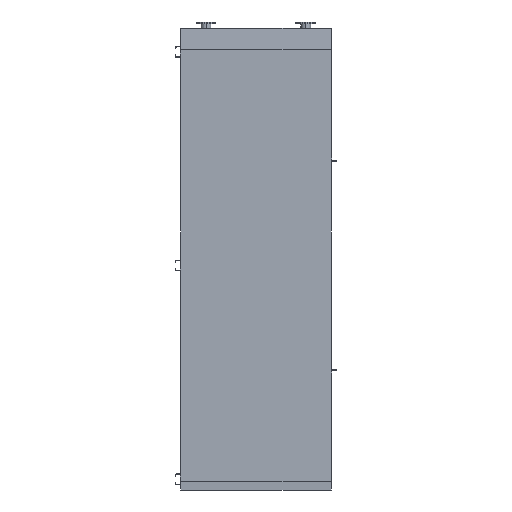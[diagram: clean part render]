
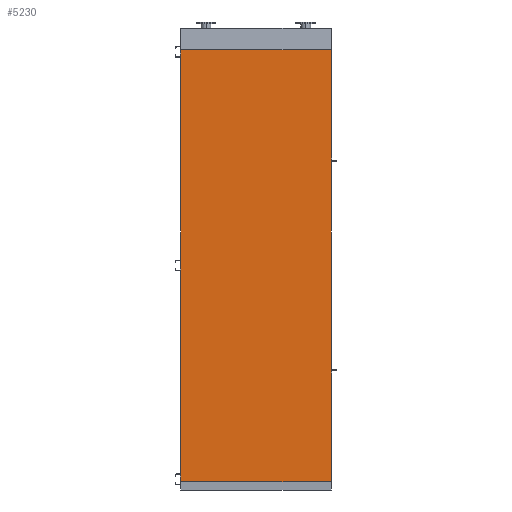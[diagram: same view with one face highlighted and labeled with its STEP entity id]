
A CAD part, front view. The second image highlights one B-rep face of the part: STEP entity #5230.
In plain terms, the highlighted planar face has unit normal (0, -1, 0).
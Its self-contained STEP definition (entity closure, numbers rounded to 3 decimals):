
#32 = ORIENTED_EDGE ( 'NONE', *, *, #6402, .F. ) ;
#426 = LINE ( 'NONE', #11495, #5281 ) ;
#757 = CARTESIAN_POINT ( 'NONE',  ( -845., 0., 0. ) ) ;
#783 = VERTEX_POINT ( 'NONE', #10994 ) ;
#1013 = CARTESIAN_POINT ( 'NONE',  ( 845., 0., -4850. ) ) ;
#1120 = VERTEX_POINT ( 'NONE', #1013 ) ;
#1207 = ORIENTED_EDGE ( 'NONE', *, *, #9755, .F. ) ;
#2426 = CARTESIAN_POINT ( 'NONE',  ( -845., 0., 0. ) ) ;
#2809 = CARTESIAN_POINT ( 'NONE',  ( -845., 0., -4850. ) ) ;
#3006 = LINE ( 'NONE', #757, #6224 ) ;
#4091 = AXIS2_PLACEMENT_3D ( 'NONE', #2809, #13810, #6309 ) ;
#4683 = VERTEX_POINT ( 'NONE', #2426 ) ;
#4795 = DIRECTION ( 'NONE',  ( 1., 0., 0. ) ) ;
#4804 = DIRECTION ( 'NONE',  ( 0., 0., 1. ) ) ;
#5230 = ADVANCED_FACE ( 'NONE', ( #7178 ), #11845, .T. ) ;
#5281 = VECTOR ( 'NONE', #4795, 1000. ) ;
#5386 = LINE ( 'NONE', #13045, #11781 ) ;
#5870 = EDGE_LOOP ( 'NONE', ( #1207, #32, #14133, #13016 ) ) ;
#6145 = EDGE_CURVE ( 'NONE', #1120, #9723, #5386, .T. ) ;
#6178 = CARTESIAN_POINT ( 'NONE',  ( -845., 0., -4850. ) ) ;
#6224 = VECTOR ( 'NONE', #7442, 1000. ) ;
#6309 = DIRECTION ( 'NONE',  ( 0., 0., -1. ) ) ;
#6402 = EDGE_CURVE ( 'NONE', #783, #4683, #7127, .T. ) ;
#7127 = LINE ( 'NONE', #6178, #13180 ) ;
#7178 = FACE_OUTER_BOUND ( 'NONE', #5870, .T. ) ;
#7442 = DIRECTION ( 'NONE',  ( 1., 0., 0. ) ) ;
#8666 = DIRECTION ( 'NONE',  ( 0., 0., 1. ) ) ;
#9114 = EDGE_CURVE ( 'NONE', #783, #1120, #426, .T. ) ;
#9723 = VERTEX_POINT ( 'NONE', #13724 ) ;
#9755 = EDGE_CURVE ( 'NONE', #4683, #9723, #3006, .T. ) ;
#10994 = CARTESIAN_POINT ( 'NONE',  ( -845., 0., -4850. ) ) ;
#11495 = CARTESIAN_POINT ( 'NONE',  ( -845., 0., -4850. ) ) ;
#11781 = VECTOR ( 'NONE', #8666, 1000. ) ;
#11845 = PLANE ( 'NONE',  #4091 ) ;
#13016 = ORIENTED_EDGE ( 'NONE', *, *, #6145, .T. ) ;
#13045 = CARTESIAN_POINT ( 'NONE',  ( 845., 0., -4850. ) ) ;
#13180 = VECTOR ( 'NONE', #4804, 1000. ) ;
#13724 = CARTESIAN_POINT ( 'NONE',  ( 845., 0., 0. ) ) ;
#13810 = DIRECTION ( 'NONE',  ( 0., -1., 0. ) ) ;
#14133 = ORIENTED_EDGE ( 'NONE', *, *, #9114, .T. ) ;
